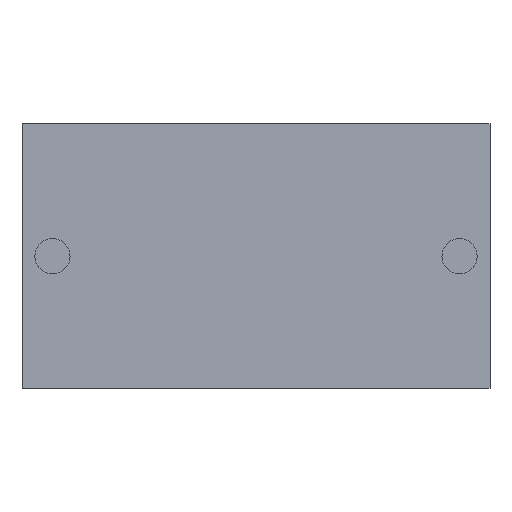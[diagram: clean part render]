
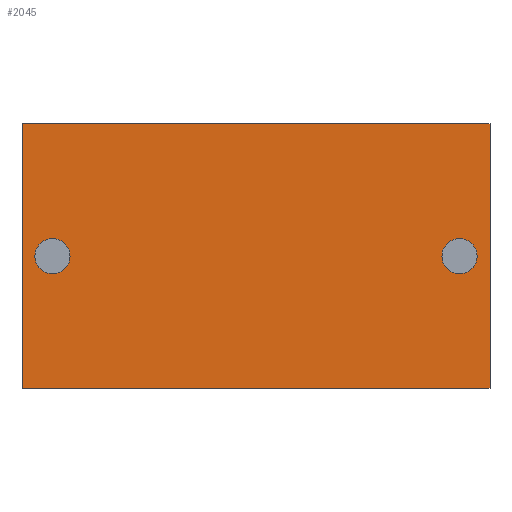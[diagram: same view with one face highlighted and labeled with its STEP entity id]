
A CAD part, front view. The second image highlights one B-rep face of the part: STEP entity #2045.
In plain terms, the highlighted planar face has unit normal (0, -1, 0).
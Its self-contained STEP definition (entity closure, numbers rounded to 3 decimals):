
#31 = FACE_BOUND ( 'NONE', #2898, .T. ) ;
#44 = EDGE_LOOP ( 'NONE', ( #2887, #398 ) ) ;
#117 = VECTOR ( 'NONE', #2558, 1000. ) ;
#149 = CARTESIAN_POINT ( 'NONE',  ( -0.38, 0., 1.87 ) ) ;
#155 = DIRECTION ( 'NONE',  ( -1., 0., 0. ) ) ;
#157 = EDGE_CURVE ( 'NONE', #1642, #2071, #205, .T. ) ;
#172 = DIRECTION ( 'NONE',  ( 0., -1., 0. ) ) ;
#188 = LINE ( 'NONE', #2516, #1163 ) ;
#195 = EDGE_CURVE ( 'NONE', #522, #1473, #1244, .T. ) ;
#205 = LINE ( 'NONE', #602, #1634 ) ;
#281 = DIRECTION ( 'NONE',  ( 0., -1., 0. ) ) ;
#305 = AXIS2_PLACEMENT_3D ( 'NONE', #642, #921, #155 ) ;
#341 = CIRCLE ( 'NONE', #2175, 0.22 ) ;
#398 = ORIENTED_EDGE ( 'NONE', *, *, #195, .F. ) ;
#478 = CIRCLE ( 'NONE', #2436, 0.22 ) ;
#522 = VERTEX_POINT ( 'NONE', #1345 ) ;
#602 = CARTESIAN_POINT ( 'NONE',  ( -5.84, 0., 3.3 ) ) ;
#642 = CARTESIAN_POINT ( 'NONE',  ( -0.38, 0., 1.65 ) ) ;
#652 = CARTESIAN_POINT ( 'NONE',  ( -5.46, 0., 1.87 ) ) ;
#724 = FACE_OUTER_BOUND ( 'NONE', #1640, .T. ) ;
#734 = LINE ( 'NONE', #1060, #117 ) ;
#750 = VERTEX_POINT ( 'NONE', #2454 ) ;
#768 = DIRECTION ( 'NONE',  ( 0., -1., 0. ) ) ;
#772 = AXIS2_PLACEMENT_3D ( 'NONE', #1231, #281, #1428 ) ;
#839 = DIRECTION ( 'NONE',  ( 1., 0., 0. ) ) ;
#921 = DIRECTION ( 'NONE',  ( 0., -1., 0. ) ) ;
#923 = ORIENTED_EDGE ( 'NONE', *, *, #1275, .F. ) ;
#983 = DIRECTION ( 'NONE',  ( -1., 0., 0. ) ) ;
#1026 = EDGE_CURVE ( 'NONE', #2424, #2631, #341, .T. ) ;
#1033 = ORIENTED_EDGE ( 'NONE', *, *, #1026, .F. ) ;
#1060 = CARTESIAN_POINT ( 'NONE',  ( 0., 0., 3.3 ) ) ;
#1061 = ORIENTED_EDGE ( 'NONE', *, *, #2977, .F. ) ;
#1163 = VECTOR ( 'NONE', #839, 1000. ) ;
#1231 = CARTESIAN_POINT ( 'NONE',  ( -0.38, 0., 1.65 ) ) ;
#1244 = CIRCLE ( 'NONE', #305, 0.22 ) ;
#1275 = EDGE_CURVE ( 'NONE', #1642, #1676, #734, .T. ) ;
#1345 = CARTESIAN_POINT ( 'NONE',  ( -0.38, 0., 1.43 ) ) ;
#1391 = DIRECTION ( 'NONE',  ( 0., 1., 0. ) ) ;
#1400 = PLANE ( 'NONE',  #1736 ) ;
#1403 = CARTESIAN_POINT ( 'NONE',  ( 0., 0., 3.3 ) ) ;
#1428 = DIRECTION ( 'NONE',  ( -1., 0., 0. ) ) ;
#1435 = CARTESIAN_POINT ( 'NONE',  ( -5.84, 0., 0. ) ) ;
#1446 = DIRECTION ( 'NONE',  ( -1., 0., 0. ) ) ;
#1473 = VERTEX_POINT ( 'NONE', #149 ) ;
#1478 = ORIENTED_EDGE ( 'NONE', *, *, #1704, .F. ) ;
#1600 = ORIENTED_EDGE ( 'NONE', *, *, #2714, .T. ) ;
#1634 = VECTOR ( 'NONE', #2288, 1000. ) ;
#1640 = EDGE_LOOP ( 'NONE', ( #1600, #1061, #923, #3116 ) ) ;
#1642 = VERTEX_POINT ( 'NONE', #3156 ) ;
#1676 = VERTEX_POINT ( 'NONE', #2153 ) ;
#1704 = EDGE_CURVE ( 'NONE', #2631, #2424, #478, .T. ) ;
#1736 = AXIS2_PLACEMENT_3D ( 'NONE', #2635, #1391, #1446 ) ;
#1851 = CIRCLE ( 'NONE', #772, 0.22 ) ;
#1963 = CARTESIAN_POINT ( 'NONE',  ( -5.46, 0., 1.65 ) ) ;
#2045 = ADVANCED_FACE ( 'NONE', ( #31, #724, #2276 ), #1400, .F. ) ;
#2071 = VERTEX_POINT ( 'NONE', #1435 ) ;
#2105 = DIRECTION ( 'NONE',  ( -1., 0., 0. ) ) ;
#2153 = CARTESIAN_POINT ( 'NONE',  ( 0., 0., 3.3 ) ) ;
#2175 = AXIS2_PLACEMENT_3D ( 'NONE', #2354, #172, #2105 ) ;
#2276 = FACE_BOUND ( 'NONE', #44, .T. ) ;
#2288 = DIRECTION ( 'NONE',  ( 0., 0., -1. ) ) ;
#2354 = CARTESIAN_POINT ( 'NONE',  ( -5.46, 0., 1.65 ) ) ;
#2411 = CARTESIAN_POINT ( 'NONE',  ( -5.46, 0., 1.43 ) ) ;
#2424 = VERTEX_POINT ( 'NONE', #652 ) ;
#2436 = AXIS2_PLACEMENT_3D ( 'NONE', #1963, #768, #983 ) ;
#2454 = CARTESIAN_POINT ( 'NONE',  ( 0., 0., 0. ) ) ;
#2506 = VECTOR ( 'NONE', #3146, 1000. ) ;
#2516 = CARTESIAN_POINT ( 'NONE',  ( 0., 0., 0. ) ) ;
#2558 = DIRECTION ( 'NONE',  ( 1., 0., 0. ) ) ;
#2631 = VERTEX_POINT ( 'NONE', #2411 ) ;
#2635 = CARTESIAN_POINT ( 'NONE',  ( 0., 0., 3.3 ) ) ;
#2714 = EDGE_CURVE ( 'NONE', #2071, #750, #188, .T. ) ;
#2887 = ORIENTED_EDGE ( 'NONE', *, *, #2980, .F. ) ;
#2898 = EDGE_LOOP ( 'NONE', ( #1033, #1478 ) ) ;
#2977 = EDGE_CURVE ( 'NONE', #1676, #750, #3164, .T. ) ;
#2980 = EDGE_CURVE ( 'NONE', #1473, #522, #1851, .T. ) ;
#3116 = ORIENTED_EDGE ( 'NONE', *, *, #157, .T. ) ;
#3146 = DIRECTION ( 'NONE',  ( 0., 0., -1. ) ) ;
#3156 = CARTESIAN_POINT ( 'NONE',  ( -5.84, 0., 3.3 ) ) ;
#3164 = LINE ( 'NONE', #1403, #2506 ) ;
